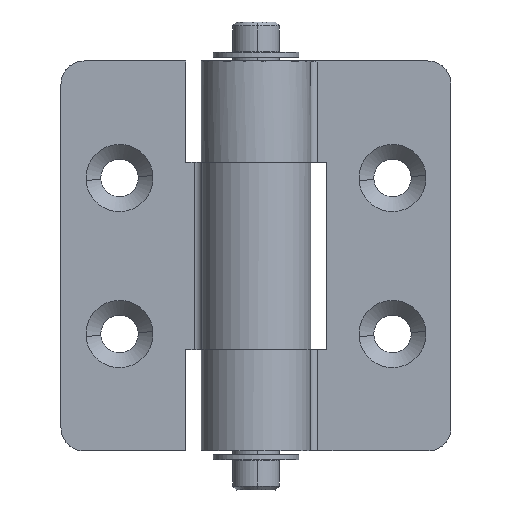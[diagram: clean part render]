
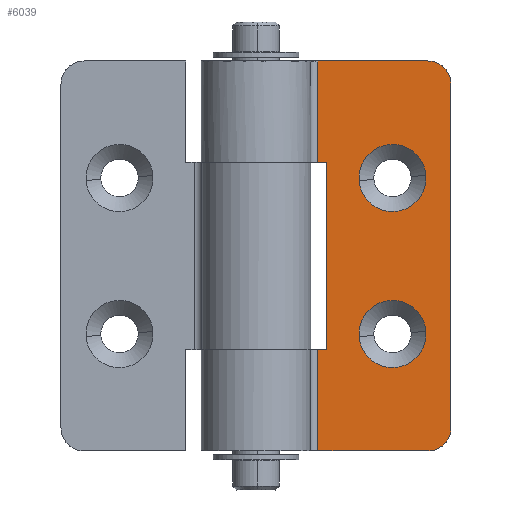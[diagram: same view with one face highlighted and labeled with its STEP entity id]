
A CAD part, front view. The second image highlights one B-rep face of the part: STEP entity #6039.
In plain terms, the highlighted free-form (B-spline) face has degree [1, 1] with [2, 2] control points.
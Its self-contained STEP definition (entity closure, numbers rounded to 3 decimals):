
#4408=CARTESIAN_POINT('',(21.787,2.,35.337));
#4409=VERTEX_POINT('',#4408);
#4415=CARTESIAN_POINT('',(17.5,2.0,39.3));
#4416=VERTEX_POINT('',#4415);
#4417=CARTESIAN_POINT('',(17.5,2.0,39.3));
#4418=CARTESIAN_POINT('',(21.475,2.,39.3));
#4419=CARTESIAN_POINT('',(21.787,2.,35.337));
#4427=(BOUNDED_CURVE()B_SPLINE_CURVE(2,(#4417,#4418,#4419),.UNSPECIFIED.,.F.,.U.)B_SPLINE_CURVE_WITH_KNOTS((3,3),(0.0,0.236),.UNSPECIFIED.)CURVE()GEOMETRIC_REPRESENTATION_ITEM()RATIONAL_B_SPLINE_CURVE((1.0,0.723,0.97))REPRESENTATION_ITEM(''));
#4428=EDGE_CURVE('',#4416,#4409,#4427,.T.);
#4430=CARTESIAN_POINT('',(13.213,2.,34.663));
#4431=VERTEX_POINT('',#4430);
#4432=CARTESIAN_POINT('',(13.213,2.,34.663));
#4433=CARTESIAN_POINT('',(13.2,2.,34.831));
#4434=CARTESIAN_POINT('',(13.2,2.,35.));
#4435=CARTESIAN_POINT('',(13.2,2.,39.3));
#4436=CARTESIAN_POINT('',(17.5,2.0,39.3));
#4444=(BOUNDED_CURVE()B_SPLINE_CURVE(2,(#4432,#4433,#4434,#4435,#4436),.UNSPECIFIED.,.F.,.U.)B_SPLINE_CURVE_WITH_KNOTS((3,2,3),(0.736,0.75,1.0),.UNSPECIFIED.)CURVE()GEOMETRIC_REPRESENTATION_ITEM()RATIONAL_B_SPLINE_CURVE((0.97,0.984,1.0,0.707,1.0))REPRESENTATION_ITEM(''));
#4445=EDGE_CURVE('',#4431,#4416,#4444,.T.);
#4551=CARTESIAN_POINT('',(17.5,2.0,30.7));
#4552=VERTEX_POINT('',#4551);
#4553=CARTESIAN_POINT('',(17.5,2.0,30.7));
#4554=CARTESIAN_POINT('',(13.525,2.,30.7));
#4555=CARTESIAN_POINT('',(13.213,2.,34.663));
#4563=(BOUNDED_CURVE()B_SPLINE_CURVE(2,(#4553,#4554,#4555),.UNSPECIFIED.,.F.,.U.)B_SPLINE_CURVE_WITH_KNOTS((3,3),(0.5,0.736),.UNSPECIFIED.)CURVE()GEOMETRIC_REPRESENTATION_ITEM()RATIONAL_B_SPLINE_CURVE((1.0,0.723,0.97))REPRESENTATION_ITEM(''));
#4564=EDGE_CURVE('',#4552,#4431,#4563,.T.);
#4566=CARTESIAN_POINT('',(21.787,2.,35.337));
#4567=CARTESIAN_POINT('',(21.8,2.,35.169));
#4568=CARTESIAN_POINT('',(21.8,2.,35.));
#4569=CARTESIAN_POINT('',(21.8,2.,30.7));
#4570=CARTESIAN_POINT('',(17.5,2.0,30.7));
#4578=(BOUNDED_CURVE()B_SPLINE_CURVE(2,(#4566,#4567,#4568,#4569,#4570),.UNSPECIFIED.,.F.,.U.)B_SPLINE_CURVE_WITH_KNOTS((3,2,3),(0.236,0.25,0.5),.UNSPECIFIED.)CURVE()GEOMETRIC_REPRESENTATION_ITEM()RATIONAL_B_SPLINE_CURVE((0.97,0.984,1.0,0.707,1.0))REPRESENTATION_ITEM(''));
#4579=EDGE_CURVE('',#4409,#4552,#4578,.T.);
#4744=CARTESIAN_POINT('',(21.787,2.,15.337));
#4745=VERTEX_POINT('',#4744);
#4751=CARTESIAN_POINT('',(17.5,2.0,19.3));
#4752=VERTEX_POINT('',#4751);
#4753=CARTESIAN_POINT('',(17.5,2.0,19.3));
#4754=CARTESIAN_POINT('',(21.475,2.,19.3));
#4755=CARTESIAN_POINT('',(21.787,2.,15.337));
#4763=(BOUNDED_CURVE()B_SPLINE_CURVE(2,(#4753,#4754,#4755),.UNSPECIFIED.,.F.,.U.)B_SPLINE_CURVE_WITH_KNOTS((3,3),(0.0,0.236),.UNSPECIFIED.)CURVE()GEOMETRIC_REPRESENTATION_ITEM()RATIONAL_B_SPLINE_CURVE((1.0,0.723,0.97))REPRESENTATION_ITEM(''));
#4764=EDGE_CURVE('',#4752,#4745,#4763,.T.);
#4766=CARTESIAN_POINT('',(13.213,2.,14.663));
#4767=VERTEX_POINT('',#4766);
#4768=CARTESIAN_POINT('',(13.213,2.,14.663));
#4769=CARTESIAN_POINT('',(13.2,2.,14.831));
#4770=CARTESIAN_POINT('',(13.2,2.,15.));
#4771=CARTESIAN_POINT('',(13.2,2.,19.3));
#4772=CARTESIAN_POINT('',(17.5,2.0,19.3));
#4780=(BOUNDED_CURVE()B_SPLINE_CURVE(2,(#4768,#4769,#4770,#4771,#4772),.UNSPECIFIED.,.F.,.U.)B_SPLINE_CURVE_WITH_KNOTS((3,2,3),(0.736,0.75,1.0),.UNSPECIFIED.)CURVE()GEOMETRIC_REPRESENTATION_ITEM()RATIONAL_B_SPLINE_CURVE((0.97,0.984,1.0,0.707,1.0))REPRESENTATION_ITEM(''));
#4781=EDGE_CURVE('',#4767,#4752,#4780,.T.);
#4887=CARTESIAN_POINT('',(17.5,2.0,10.7));
#4888=VERTEX_POINT('',#4887);
#4889=CARTESIAN_POINT('',(17.5,2.0,10.7));
#4890=CARTESIAN_POINT('',(13.525,2.,10.7));
#4891=CARTESIAN_POINT('',(13.213,2.,14.663));
#4899=(BOUNDED_CURVE()B_SPLINE_CURVE(2,(#4889,#4890,#4891),.UNSPECIFIED.,.F.,.U.)B_SPLINE_CURVE_WITH_KNOTS((3,3),(0.5,0.736),.UNSPECIFIED.)CURVE()GEOMETRIC_REPRESENTATION_ITEM()RATIONAL_B_SPLINE_CURVE((1.0,0.723,0.97))REPRESENTATION_ITEM(''));
#4900=EDGE_CURVE('',#4888,#4767,#4899,.T.);
#4902=CARTESIAN_POINT('',(21.787,2.,15.337));
#4903=CARTESIAN_POINT('',(21.8,2.,15.169));
#4904=CARTESIAN_POINT('',(21.8,2.,15.));
#4905=CARTESIAN_POINT('',(21.8,2.,10.7));
#4906=CARTESIAN_POINT('',(17.5,2.0,10.7));
#4914=(BOUNDED_CURVE()B_SPLINE_CURVE(2,(#4902,#4903,#4904,#4905,#4906),.UNSPECIFIED.,.F.,.U.)B_SPLINE_CURVE_WITH_KNOTS((3,2,3),(0.236,0.25,0.5),.UNSPECIFIED.)CURVE()GEOMETRIC_REPRESENTATION_ITEM()RATIONAL_B_SPLINE_CURVE((0.97,0.984,1.0,0.707,1.0))REPRESENTATION_ITEM(''));
#4915=EDGE_CURVE('',#4745,#4888,#4914,.T.);
#5425=CARTESIAN_POINT('',(7.937,2.0,13.));
#5426=VERTEX_POINT('',#5425);
#5447=CARTESIAN_POINT('',(7.937,2.0,0.0));
#5448=VERTEX_POINT('',#5447);
#5462=CARTESIAN_POINT('',(7.937,2.0,0.0));
#5463=CARTESIAN_POINT('',(7.937,2.0,13.));
#5464=QUASI_UNIFORM_CURVE('',1,(#5462,#5463),.UNSPECIFIED.,.F.,.U.);
#5465=EDGE_CURVE('',#5448,#5426,#5464,.T.);
#5484=CARTESIAN_POINT('',(22.0,2.0,0.0));
#5485=VERTEX_POINT('',#5484);
#5491=CARTESIAN_POINT('',(7.937,2.0,0.0));
#5492=CARTESIAN_POINT('',(22.0,2.0,0.0));
#5493=QUASI_UNIFORM_CURVE('',1,(#5491,#5492),.UNSPECIFIED.,.F.,.U.);
#5494=EDGE_CURVE('',#5448,#5485,#5493,.T.);
#5619=CARTESIAN_POINT('',(9.0,2.0,13.));
#5620=VERTEX_POINT('',#5619);
#5621=CARTESIAN_POINT('',(9.0,2.0,37.0));
#5622=VERTEX_POINT('',#5621);
#5623=CARTESIAN_POINT('',(9.0,2.0,13.));
#5624=CARTESIAN_POINT('',(9.0,2.0,37.0));
#5625=QUASI_UNIFORM_CURVE('',1,(#5623,#5624),.UNSPECIFIED.,.F.,.U.);
#5626=EDGE_CURVE('',#5620,#5622,#5625,.T.);
#5655=CARTESIAN_POINT('',(7.937,2.0,13.));
#5656=CARTESIAN_POINT('',(9.0,2.0,13.));
#5657=QUASI_UNIFORM_CURVE('',1,(#5655,#5656),.UNSPECIFIED.,.F.,.U.);
#5658=EDGE_CURVE('',#5426,#5620,#5657,.T.);
#5682=CARTESIAN_POINT('',(7.937,2.0,37.0));
#5683=VERTEX_POINT('',#5682);
#5684=CARTESIAN_POINT('',(9.0,2.0,37.0));
#5685=CARTESIAN_POINT('',(7.937,2.0,37.0));
#5686=QUASI_UNIFORM_CURVE('',1,(#5684,#5685),.UNSPECIFIED.,.F.,.U.);
#5687=EDGE_CURVE('',#5622,#5683,#5686,.T.);
#5770=CARTESIAN_POINT('',(25.0,2.0,3.0));
#5771=VERTEX_POINT('',#5770);
#5772=CARTESIAN_POINT('',(22.0,2.0,0.0));
#5773=CARTESIAN_POINT('',(25.0,2.,0.0));
#5774=CARTESIAN_POINT('',(25.0,2.0,3.0));
#5782=(BOUNDED_CURVE()B_SPLINE_CURVE(2,(#5772,#5773,#5774),.UNSPECIFIED.,.F.,.U.)CURVE()GEOMETRIC_REPRESENTATION_ITEM()QUASI_UNIFORM_CURVE()RATIONAL_B_SPLINE_CURVE((1.0,0.707,1.0))REPRESENTATION_ITEM(''));
#5783=EDGE_CURVE('',#5485,#5771,#5782,.T.);
#5823=CARTESIAN_POINT('',(25.0,2.0,47.0));
#5824=VERTEX_POINT('',#5823);
#5825=CARTESIAN_POINT('',(22.0,2.0,50.0));
#5826=VERTEX_POINT('',#5825);
#5827=CARTESIAN_POINT('',(25.0,2.0,47.0));
#5828=CARTESIAN_POINT('',(25.0,2.,50.0));
#5829=CARTESIAN_POINT('',(22.0,2.0,50.0));
#5837=(BOUNDED_CURVE()B_SPLINE_CURVE(2,(#5827,#5828,#5829),.UNSPECIFIED.,.F.,.U.)CURVE()GEOMETRIC_REPRESENTATION_ITEM()QUASI_UNIFORM_CURVE()RATIONAL_B_SPLINE_CURVE((1.0,0.707,1.0))REPRESENTATION_ITEM(''));
#5838=EDGE_CURVE('',#5824,#5826,#5837,.T.);
#5989=CARTESIAN_POINT('',(25.0,2.0,3.0));
#5990=CARTESIAN_POINT('',(25.0,2.0,47.0));
#5991=QUASI_UNIFORM_CURVE('',1,(#5989,#5990),.UNSPECIFIED.,.F.,.U.);
#5992=EDGE_CURVE('',#5771,#5824,#5991,.T.);
#6000=CARTESIAN_POINT('',(7.085,2.0,52.497));
#6001=CARTESIAN_POINT('',(7.085,2.0,-2.498));
#6002=CARTESIAN_POINT('',(25.852,2.0,52.497));
#6003=CARTESIAN_POINT('',(25.852,2.0,-2.498));
#6004=B_SPLINE_SURFACE_WITH_KNOTS('',1,1,((#6000,#6002),(#6001,#6003)),.UNSPECIFIED.,.F.,.F.,.U.,(2,2),(2,2),(0.0,54.995),(0.0,18.767),.UNSPECIFIED.);
#6005=ORIENTED_EDGE('',*,*,#5687,.F.);
#6006=ORIENTED_EDGE('',*,*,#5626,.F.);
#6007=ORIENTED_EDGE('',*,*,#5658,.F.);
#6008=ORIENTED_EDGE('',*,*,#5465,.F.);
#6009=ORIENTED_EDGE('',*,*,#5494,.T.);
#6010=ORIENTED_EDGE('',*,*,#5783,.T.);
#6011=ORIENTED_EDGE('',*,*,#5992,.T.);
#6012=ORIENTED_EDGE('',*,*,#5838,.T.);
#6013=CARTESIAN_POINT('',(7.937,2.0,50.0));
#6014=VERTEX_POINT('',#6013);
#6015=CARTESIAN_POINT('',(7.937,2.0,50.0));
#6016=CARTESIAN_POINT('',(22.0,2.0,50.0));
#6017=QUASI_UNIFORM_CURVE('',1,(#6015,#6016),.UNSPECIFIED.,.F.,.U.);
#6018=EDGE_CURVE('',#6014,#5826,#6017,.T.);
#6019=ORIENTED_EDGE('',*,*,#6018,.F.);
#6020=CARTESIAN_POINT('',(7.937,2.0,37.0));
#6021=CARTESIAN_POINT('',(7.937,2.0,50.0));
#6022=QUASI_UNIFORM_CURVE('',1,(#6020,#6021),.UNSPECIFIED.,.F.,.U.);
#6023=EDGE_CURVE('',#5683,#6014,#6022,.T.);
#6024=ORIENTED_EDGE('',*,*,#6023,.F.);
#6025=EDGE_LOOP('',(#6005,#6006,#6007,#6008,#6009,#6010,#6011,#6012,#6019,#6024));
#6026=FACE_OUTER_BOUND('',#6025,.T.);
#6027=ORIENTED_EDGE('',*,*,#4900,.T.);
#6028=ORIENTED_EDGE('',*,*,#4781,.T.);
#6029=ORIENTED_EDGE('',*,*,#4764,.T.);
#6030=ORIENTED_EDGE('',*,*,#4915,.T.);
#6031=EDGE_LOOP('',(#6027,#6028,#6029,#6030));
#6032=FACE_BOUND('',#6031,.T.);
#6033=ORIENTED_EDGE('',*,*,#4564,.T.);
#6034=ORIENTED_EDGE('',*,*,#4445,.T.);
#6035=ORIENTED_EDGE('',*,*,#4428,.T.);
#6036=ORIENTED_EDGE('',*,*,#4579,.T.);
#6037=EDGE_LOOP('',(#6033,#6034,#6035,#6036));
#6038=FACE_BOUND('',#6037,.T.);
#6039=ADVANCED_FACE('',(#6026,#6032,#6038),#6004,.T.);
